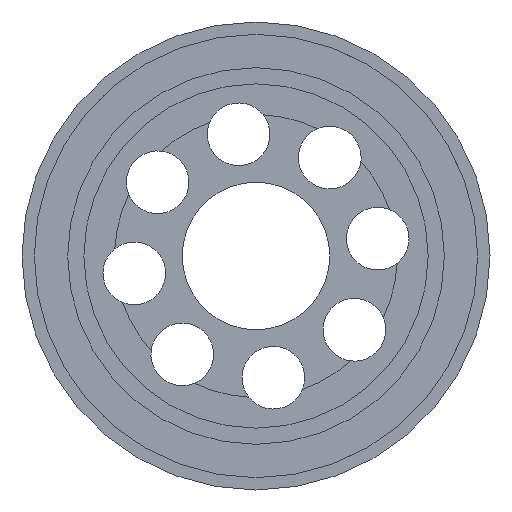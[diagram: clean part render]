
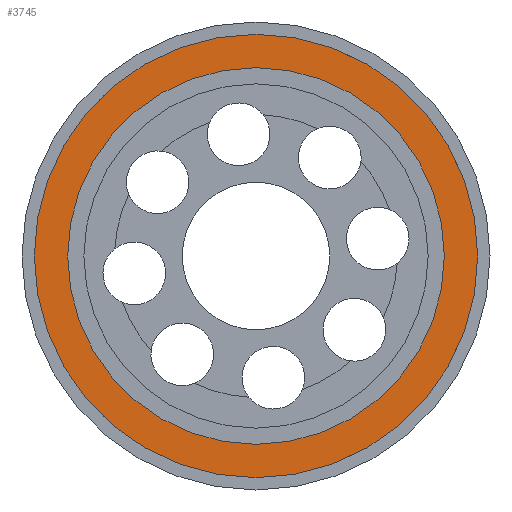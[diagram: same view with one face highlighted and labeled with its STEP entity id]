
A CAD part, front view. The second image highlights one B-rep face of the part: STEP entity #3745.
In plain terms, the highlighted planar face has unit normal (0, -1, 0).
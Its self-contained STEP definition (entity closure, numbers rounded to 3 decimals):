
#17=FACE_BOUND('',#245,.T.);
#25=PLANE('',#3989);
#43=FACE_OUTER_BOUND('',#244,.T.);
#244=EDGE_LOOP('',(#2362));
#245=EDGE_LOOP('',(#2363));
#881=CIRCLE('',#3988,7.659);
#882=CIRCLE('',#3990,9.017);
#1303=VERTEX_POINT('',#6092);
#1304=VERTEX_POINT('',#6096);
#1727=EDGE_CURVE('',#1303,#1303,#881,.T.);
#1728=EDGE_CURVE('',#1304,#1304,#882,.T.);
#2362=ORIENTED_EDGE('',*,*,#1728,.F.);
#2363=ORIENTED_EDGE('',*,*,#1727,.F.);
#3745=ADVANCED_FACE('',(#43,#17),#25,.T.);
#3988=AXIS2_PLACEMENT_3D('',#6094,#4663,#4664);
#3989=AXIS2_PLACEMENT_3D('',#6095,#4665,#4666);
#3990=AXIS2_PLACEMENT_3D('',#6097,#4667,#4668);
#4663=DIRECTION('center_axis',(0.,-1.,0.));
#4664=DIRECTION('ref_axis',(1.,0.,0.));
#4665=DIRECTION('center_axis',(0.,-1.,0.));
#4666=DIRECTION('ref_axis',(1.,0.,0.));
#4667=DIRECTION('center_axis',(0.,1.,0.));
#4668=DIRECTION('ref_axis',(1.,0.,0.));
#6092=CARTESIAN_POINT('',(-7.659,1.,0.));
#6094=CARTESIAN_POINT('Origin',(0.,1.,0.));
#6095=CARTESIAN_POINT('Origin',(0.,1.,0.));
#6096=CARTESIAN_POINT('',(-9.017,1.,0.));
#6097=CARTESIAN_POINT('Origin',(0.,1.,0.));
